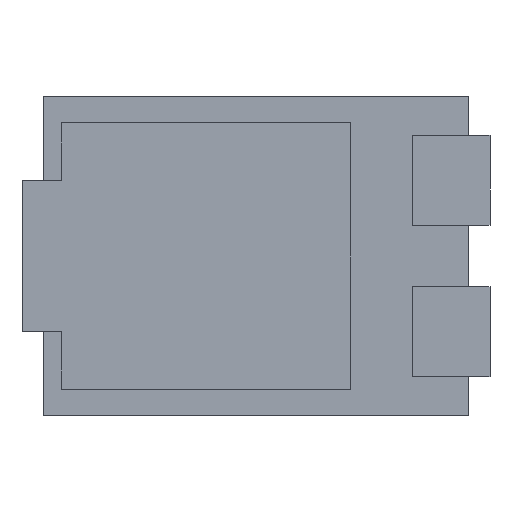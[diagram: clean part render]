
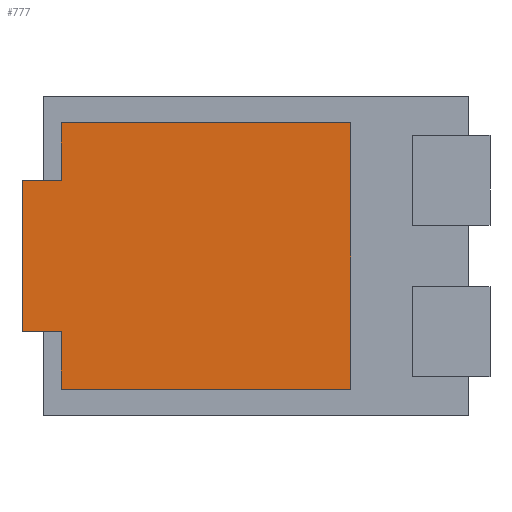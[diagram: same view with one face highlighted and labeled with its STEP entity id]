
A CAD part, front view. The second image highlights one B-rep face of the part: STEP entity #777.
In plain terms, the highlighted planar face has unit normal (0, -1, 0).
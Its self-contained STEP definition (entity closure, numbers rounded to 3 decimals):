
#19 = VERTEX_POINT ( 'NONE', #808 ) ;
#37 = EDGE_CURVE ( 'NONE', #286, #435, #609, .T. ) ;
#38 = ORIENTED_EDGE ( 'NONE', *, *, #510, .F. ) ;
#65 = LINE ( 'NONE', #757, #1210 ) ;
#85 = EDGE_CURVE ( 'NONE', #94, #599, #703, .T. ) ;
#93 = DIRECTION ( 'NONE',  ( 0., 0., 1. ) ) ;
#94 = VERTEX_POINT ( 'NONE', #477 ) ;
#109 = CARTESIAN_POINT ( 'NONE',  ( -2.705, -0.01, -1.05 ) ) ;
#113 = VECTOR ( 'NONE', #1112, 1000. ) ;
#169 = PLANE ( 'NONE',  #564 ) ;
#174 = EDGE_LOOP ( 'NONE', ( #916, #1221, #38, #1325, #364, #356, #515, #402 ) ) ;
#182 = VECTOR ( 'NONE', #93, 1000. ) ;
#186 = CARTESIAN_POINT ( 'NONE',  ( -3.25, -0.01, -1.05 ) ) ;
#192 = CARTESIAN_POINT ( 'NONE',  ( 1.315, -0.01, -1.85 ) ) ;
#197 = CARTESIAN_POINT ( 'NONE',  ( -3.25, -0.01, 1.05 ) ) ;
#218 = CARTESIAN_POINT ( 'NONE',  ( -2.705, -0.01, -1.85 ) ) ;
#264 = VECTOR ( 'NONE', #543, 1000. ) ;
#268 = VERTEX_POINT ( 'NONE', #719 ) ;
#286 = VERTEX_POINT ( 'NONE', #711 ) ;
#289 = DIRECTION ( 'NONE',  ( 0., 0., 1. ) ) ;
#334 = CARTESIAN_POINT ( 'NONE',  ( -2.705, -0.01, 1.05 ) ) ;
#356 = ORIENTED_EDGE ( 'NONE', *, *, #1106, .F. ) ;
#364 = ORIENTED_EDGE ( 'NONE', *, *, #85, .F. ) ;
#402 = ORIENTED_EDGE ( 'NONE', *, *, #860, .F. ) ;
#423 = VECTOR ( 'NONE', #561, 1000. ) ;
#435 = VERTEX_POINT ( 'NONE', #109 ) ;
#465 = EDGE_CURVE ( 'NONE', #1433, #286, #551, .T. ) ;
#477 = CARTESIAN_POINT ( 'NONE',  ( -2.705, -0.01, 1.05 ) ) ;
#510 = EDGE_CURVE ( 'NONE', #19, #1433, #65, .T. ) ;
#515 = ORIENTED_EDGE ( 'NONE', *, *, #1428, .F. ) ;
#523 = VECTOR ( 'NONE', #1340, 1000. ) ;
#534 = LINE ( 'NONE', #783, #423 ) ;
#543 = DIRECTION ( 'NONE',  ( -1., 0., 0. ) ) ;
#551 = LINE ( 'NONE', #218, #113 ) ;
#558 = LINE ( 'NONE', #186, #264 ) ;
#561 = DIRECTION ( 'NONE',  ( 1., 0., 0. ) ) ;
#564 = AXIS2_PLACEMENT_3D ( 'NONE', #945, #956, #289 ) ;
#588 = CARTESIAN_POINT ( 'NONE',  ( -2.705, -0.01, -1.05 ) ) ;
#599 = VERTEX_POINT ( 'NONE', #1131 ) ;
#609 = LINE ( 'NONE', #588, #1134 ) ;
#611 = EDGE_CURVE ( 'NONE', #599, #19, #534, .T. ) ;
#669 = CARTESIAN_POINT ( 'NONE',  ( -3.25, -0.01, 1.05 ) ) ;
#681 = DIRECTION ( 'NONE',  ( 0., 0., 1. ) ) ;
#703 = LINE ( 'NONE', #926, #874 ) ;
#711 = CARTESIAN_POINT ( 'NONE',  ( -2.705, -0.01, -1.85 ) ) ;
#719 = CARTESIAN_POINT ( 'NONE',  ( -3.25, -0.01, -1.05 ) ) ;
#757 = CARTESIAN_POINT ( 'NONE',  ( 1.315, -0.01, -1.85 ) ) ;
#777 = ADVANCED_FACE ( 'NONE', ( #1290 ), #169, .F. ) ;
#783 = CARTESIAN_POINT ( 'NONE',  ( 1.315, -0.01, 1.85 ) ) ;
#790 = LINE ( 'NONE', #197, #182 ) ;
#808 = CARTESIAN_POINT ( 'NONE',  ( 1.315, -0.01, 1.85 ) ) ;
#860 = EDGE_CURVE ( 'NONE', #435, #268, #558, .T. ) ;
#874 = VECTOR ( 'NONE', #681, 1000. ) ;
#916 = ORIENTED_EDGE ( 'NONE', *, *, #37, .F. ) ;
#926 = CARTESIAN_POINT ( 'NONE',  ( -2.705, -0.01, 1.85 ) ) ;
#945 = CARTESIAN_POINT ( 'NONE',  ( 0., -0.01, 0. ) ) ;
#956 = DIRECTION ( 'NONE',  ( 0., 1., 0. ) ) ;
#968 = VERTEX_POINT ( 'NONE', #669 ) ;
#1038 = DIRECTION ( 'NONE',  ( 0., 0., 1. ) ) ;
#1106 = EDGE_CURVE ( 'NONE', #968, #94, #1146, .T. ) ;
#1112 = DIRECTION ( 'NONE',  ( -1., 0., 0. ) ) ;
#1131 = CARTESIAN_POINT ( 'NONE',  ( -2.705, -0.01, 1.85 ) ) ;
#1134 = VECTOR ( 'NONE', #1038, 1000. ) ;
#1146 = LINE ( 'NONE', #334, #523 ) ;
#1210 = VECTOR ( 'NONE', #1443, 1000. ) ;
#1221 = ORIENTED_EDGE ( 'NONE', *, *, #465, .F. ) ;
#1290 = FACE_OUTER_BOUND ( 'NONE', #174, .T. ) ;
#1325 = ORIENTED_EDGE ( 'NONE', *, *, #611, .F. ) ;
#1340 = DIRECTION ( 'NONE',  ( 1., 0., 0. ) ) ;
#1428 = EDGE_CURVE ( 'NONE', #268, #968, #790, .T. ) ;
#1433 = VERTEX_POINT ( 'NONE', #192 ) ;
#1443 = DIRECTION ( 'NONE',  ( 0., 0., -1. ) ) ;
